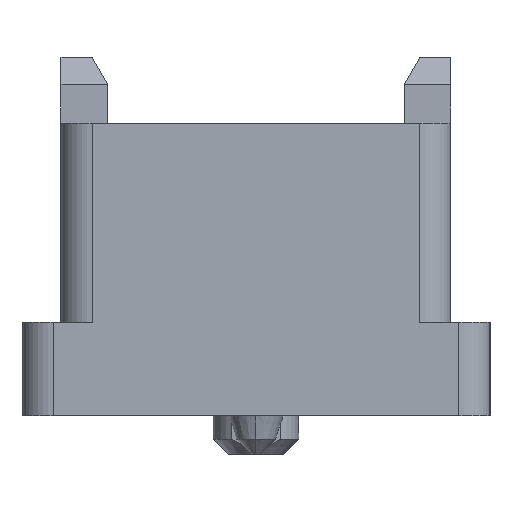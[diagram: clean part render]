
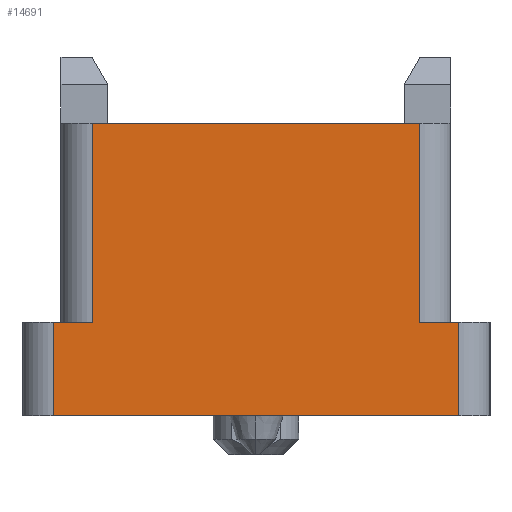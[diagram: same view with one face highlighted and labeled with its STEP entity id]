
A CAD part, left-side view. The second image highlights one B-rep face of the part: STEP entity #14691.
In plain terms, the highlighted planar face has unit normal (-1, 0, 0).
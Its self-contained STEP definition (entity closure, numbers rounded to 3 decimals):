
#369=DIRECTION('',(0.,1.,0.));
#370=VECTOR('',#369,4.2);
#371=CARTESIAN_POINT('',(-10.9,-2.1,-0.85));
#372=LINE('',#371,#370);
#1809=DIRECTION('',(0.,-1.,0.));
#1810=VECTOR('',#1809,0.5);
#1811=CARTESIAN_POINT('',(-10.9,2.6,-3.4));
#1812=LINE('',#1811,#1810);
#1839=DIRECTION('',(0.,-1.,0.));
#1840=VECTOR('',#1839,0.5);
#1841=CARTESIAN_POINT('',(-10.9,-2.1,-3.4));
#1842=LINE('',#1841,#1840);
#1891=DIRECTION('',(0.,1.,0.));
#1892=VECTOR('',#1891,5.2);
#1893=CARTESIAN_POINT('',(-10.9,-2.6,-4.6));
#1894=LINE('',#1893,#1892);
#1895=DIRECTION('',(0.,0.,1.));
#1896=VECTOR('',#1895,1.2);
#1897=CARTESIAN_POINT('',(-10.9,2.6,-4.6));
#1898=LINE('',#1897,#1896);
#1899=DIRECTION('',(0.,0.,-1.));
#1900=VECTOR('',#1899,2.55);
#1901=CARTESIAN_POINT('',(-10.9,2.1,-0.85));
#1902=LINE('',#1901,#1900);
#1913=DIRECTION('',(0.,0.,-1.));
#1914=VECTOR('',#1913,2.55);
#1915=CARTESIAN_POINT('',(-10.9,-2.1,-0.85));
#1916=LINE('',#1915,#1914);
#1917=DIRECTION('',(0.,0.,1.));
#1918=VECTOR('',#1917,1.2);
#1919=CARTESIAN_POINT('',(-10.9,-2.6,-4.6));
#1920=LINE('',#1919,#1918);
#9650=CARTESIAN_POINT('',(-10.9,2.6,-4.6));
#9651=VERTEX_POINT('',#9650);
#9652=CARTESIAN_POINT('',(-10.9,-2.6,-4.6));
#9654=VERTEX_POINT('',#9652);
#9674=CARTESIAN_POINT('',(-10.9,2.6,-3.4));
#9675=VERTEX_POINT('',#9674);
#9676=CARTESIAN_POINT('',(-10.9,-2.6,-3.4));
#9678=VERTEX_POINT('',#9676);
#9683=CARTESIAN_POINT('',(-10.9,2.1,-3.4));
#9685=VERTEX_POINT('',#9683);
#9686=CARTESIAN_POINT('',(-10.9,-2.1,-3.4));
#9688=VERTEX_POINT('',#9686);
#9707=CARTESIAN_POINT('',(-10.9,2.1,-0.85));
#9709=VERTEX_POINT('',#9707);
#9710=CARTESIAN_POINT('',(-10.9,-2.1,-0.85));
#9712=VERTEX_POINT('',#9710);
#14673=CARTESIAN_POINT('',(-10.9,2.1,0.));
#14674=DIRECTION('',(-1.,0.,0.));
#14675=DIRECTION('',(0.,-1.,0.));
#14676=AXIS2_PLACEMENT_3D('',#14673,#14674,#14675);
#14677=PLANE('',#14676);
#14678=ORIENTED_EDGE('',*,*,#12878,.F.);
#14680=ORIENTED_EDGE('',*,*,#14679,.T.);
#14681=ORIENTED_EDGE('',*,*,#14619,.T.);
#14683=ORIENTED_EDGE('',*,*,#14682,.F.);
#14684=ORIENTED_EDGE('',*,*,#14510,.T.);
#14686=ORIENTED_EDGE('',*,*,#14685,.T.);
#14687=ORIENTED_EDGE('',*,*,#14595,.T.);
#14688=ORIENTED_EDGE('',*,*,#14666,.F.);
#14689=EDGE_LOOP('',(#14678,#14680,#14681,#14683,#14684,#14686,#14687,#14688));
#14690=FACE_OUTER_BOUND('',#14689,.F.);
#12878=EDGE_CURVE('',#9712,#9709,#372,.T.);
#14510=EDGE_CURVE('',#9654,#9651,#1894,.T.);
#14595=EDGE_CURVE('',#9675,#9685,#1812,.T.);
#14619=EDGE_CURVE('',#9688,#9678,#1842,.T.);
#14666=EDGE_CURVE('',#9709,#9685,#1902,.T.);
#14679=EDGE_CURVE('',#9712,#9688,#1916,.T.);
#14682=EDGE_CURVE('',#9654,#9678,#1920,.T.);
#14685=EDGE_CURVE('',#9651,#9675,#1898,.T.);
#14691=ADVANCED_FACE('',(#14690),#14677,.T.);
